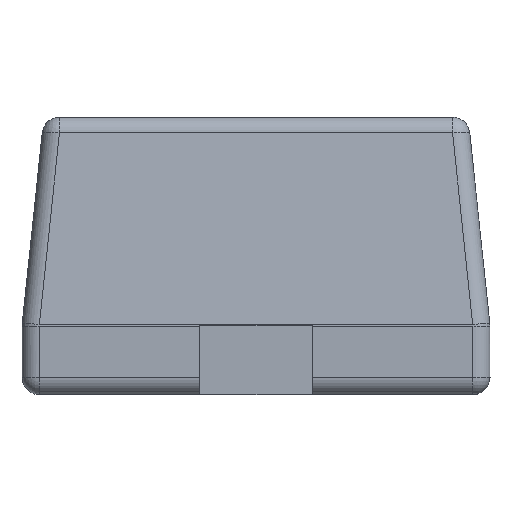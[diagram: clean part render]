
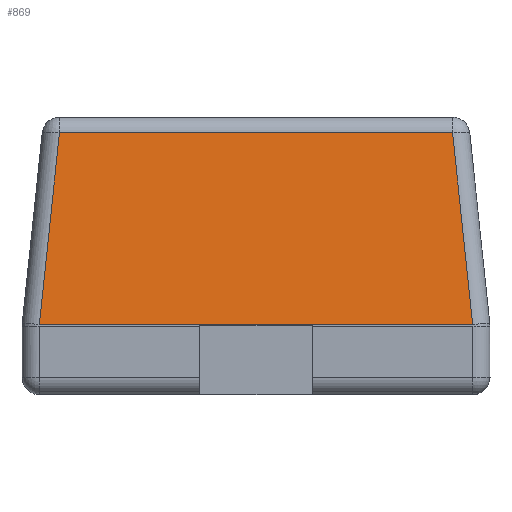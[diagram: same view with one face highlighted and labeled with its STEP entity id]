
A CAD part, left-side view. The second image highlights one B-rep face of the part: STEP entity #869.
In plain terms, the highlighted planar face has unit normal (-0.995, 0, 0.104).
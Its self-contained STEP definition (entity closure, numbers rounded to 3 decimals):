
#157=FACE_OUTER_BOUND('',#215,.T.);
#215=EDGE_LOOP('',(#722,#723,#724,#725));
#274=LINE('',#1968,#342);
#275=LINE('',#1971,#343);
#278=LINE('',#1980,#346);
#282=LINE('',#1991,#350);
#342=VECTOR('',#1174,1.);
#343=VECTOR('',#1177,1.);
#346=VECTOR('',#1186,1.);
#350=VECTOR('',#1204,1.);
#419=VERTEX_POINT('',#1762);
#421=VERTEX_POINT('',#1896);
#427=VERTEX_POINT('',#1970);
#430=VERTEX_POINT('',#1978);
#524=EDGE_CURVE('',#421,#419,#274,.T.);
#525=EDGE_CURVE('',#419,#427,#275,.T.);
#530=EDGE_CURVE('',#421,#430,#278,.T.);
#536=EDGE_CURVE('',#430,#427,#282,.T.);
#722=ORIENTED_EDGE('',*,*,#536,.T.);
#723=ORIENTED_EDGE('',*,*,#525,.F.);
#724=ORIENTED_EDGE('',*,*,#524,.F.);
#725=ORIENTED_EDGE('',*,*,#530,.T.);
#820=PLANE('',#983);
#869=ADVANCED_FACE('',(#157),#820,.T.);
#983=AXIS2_PLACEMENT_3D('',#1990,#1202,#1203);
#1174=DIRECTION('',(0.,1.,0.));
#1177=DIRECTION('',(0.104,-0.104,0.989));
#1186=DIRECTION('',(0.104,0.104,0.989));
#1202=DIRECTION('center_axis',(-0.995,0.,0.105));
#1203=DIRECTION('ref_axis',(0.,1.,0.));
#1204=DIRECTION('',(0.,1.,0.));
#1762=CARTESIAN_POINT('',(0.,1.3,0.203));
#1896=CARTESIAN_POINT('',(0.,0.05,0.203));
#1968=CARTESIAN_POINT('',(0.,0.,0.203));
#1970=CARTESIAN_POINT('',(0.058,1.242,0.755));
#1971=CARTESIAN_POINT('',(-0.001,1.301,0.195));
#1978=CARTESIAN_POINT('',(0.058,0.108,0.755));
#1980=CARTESIAN_POINT('',(-0.001,0.049,0.195));
#1990=CARTESIAN_POINT('Origin',(0.,0.,0.2));
#1991=CARTESIAN_POINT('',(0.058,0.063,0.755));
